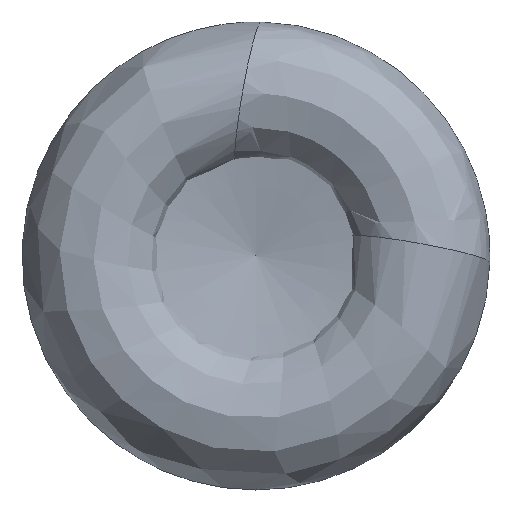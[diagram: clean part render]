
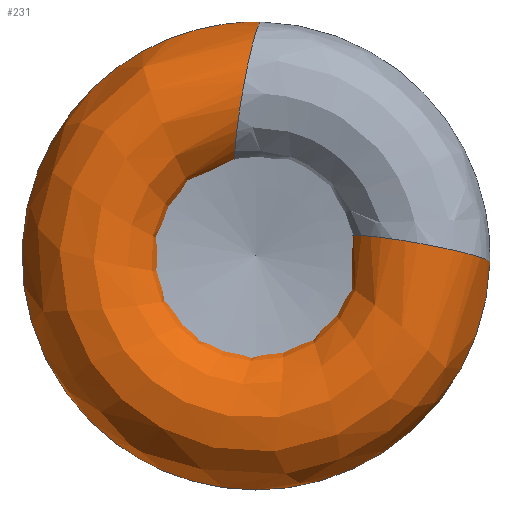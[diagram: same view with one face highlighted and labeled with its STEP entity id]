
A CAD part, left-side view. The second image highlights one B-rep face of the part: STEP entity #231.
In plain terms, the highlighted free-form (B-spline) face has degree [3, 3] with [7, 7] control points.
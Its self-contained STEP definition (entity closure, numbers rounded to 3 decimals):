
#231=ADVANCED_FACE('',(#256,#257),#254,.F.);
#254=(
BOUNDED_SURFACE()
B_SPLINE_SURFACE(3,3,((#584,#585,#586,#587,#588,#589,#590),(#591,#592,#593,
#594,#595,#596,#597),(#598,#599,#600,#601,#602,#603,#604),(#605,#606,#607,
#608,#609,#610,#611),(#612,#613,#614,#615,#616,#617,#618),(#619,#620,#621,
#622,#623,#624,#625),(#626,#627,#628,#629,#630,#631,#632)),
 .UNSPECIFIED.,.T.,.F.,.F.)
B_SPLINE_SURFACE_WITH_KNOTS((1,3,3,3,1),(4,3,4),(-0.5,0.,0.5,1.,1.5),(0.,
0.5,1.),.UNSPECIFIED.)
GEOMETRIC_REPRESENTATION_ITEM()
RATIONAL_B_SPLINE_SURFACE(((1.,0.589,0.589,1.,0.589,
0.589,1.),(0.333,0.196,0.196,
0.333,0.196,0.196,0.333),
(0.333,0.196,0.196,0.333,
0.196,0.196,0.333),(1.,0.589,
0.589,1.,0.589,0.589,1.),(0.333,
0.196,0.196,0.333,0.196,
0.196,0.333),(0.333,0.196,
0.196,0.333,0.196,0.196,
0.333),(1.,0.589,0.589,1.,0.589,
0.589,1.)))
REPRESENTATION_ITEM('')
SURFACE()
);
#256=FACE_BOUND('',#300,.T.);
#257=FACE_BOUND('',#301,.T.);
#300=EDGE_LOOP('',(#344));
#301=EDGE_LOOP('',(#345));
#344=ORIENTED_EDGE('',*,*,#411,.T.);
#345=ORIENTED_EDGE('',*,*,#412,.F.);
#388=VERTEX_POINT('',#581);
#389=VERTEX_POINT('',#583);
#411=EDGE_CURVE('',#388,#388,#433,.T.);
#412=EDGE_CURVE('',#389,#389,#434,.T.);
#433=CIRCLE('',#456,10.);
#434=CIRCLE('',#457,10.);
#456=AXIS2_PLACEMENT_3D('',#580,#497,#498);
#457=AXIS2_PLACEMENT_3D('',#582,#499,#500);
#497=DIRECTION('',(0.087,0.982,0.168));
#498=DIRECTION('',(0.,-0.168,0.986));
#499=DIRECTION('',(0.087,-0.173,0.981));
#500=DIRECTION('',(0.,-0.985,-0.174));
#580=CARTESIAN_POINT('',(9.962,0.993,21.641));
#581=CARTESIAN_POINT('',(9.962,-0.692,31.498));
#582=CARTESIAN_POINT('',(9.962,-21.646,0.878));
#583=CARTESIAN_POINT('',(9.962,-31.494,-0.858));
#584=CARTESIAN_POINT('',(9.962,-31.494,-0.858));
#585=CARTESIAN_POINT('',(9.962,-30.597,-33.759));
#586=CARTESIAN_POINT('',(9.962,0.126,-45.561));
#587=CARTESIAN_POINT('',(9.962,22.819,-21.723));
#588=CARTESIAN_POINT('',(9.962,45.512,2.115));
#589=CARTESIAN_POINT('',(9.962,32.213,32.221));
#590=CARTESIAN_POINT('',(9.962,-0.692,31.498));
#591=CARTESIAN_POINT('',(29.886,-31.191,-2.575));
#592=CARTESIAN_POINT('',(29.886,-28.501,-35.159));
#593=CARTESIAN_POINT('',(29.886,2.619,-45.184));
#594=CARTESIAN_POINT('',(29.886,23.823,-20.298));
#595=CARTESIAN_POINT('',(29.886,45.027,4.589));
#596=CARTESIAN_POINT('',(29.886,30.188,33.722));
#597=CARTESIAN_POINT('',(29.886,-2.41,31.204));
#598=CARTESIAN_POINT('',(29.886,-11.495,0.898));
#599=CARTESIAN_POINT('',(29.886,-12.433,-11.11));
#600=CARTESIAN_POINT('',(29.886,-1.705,-16.587));
#601=CARTESIAN_POINT('',(29.886,7.47,-8.783));
#602=CARTESIAN_POINT('',(29.886,16.645,-0.979));
#603=CARTESIAN_POINT('',(29.886,12.962,10.489));
#604=CARTESIAN_POINT('',(29.886,0.959,11.49));
#605=CARTESIAN_POINT('',(9.962,-11.798,2.615));
#606=CARTESIAN_POINT('',(9.962,-14.529,-9.71));
#607=CARTESIAN_POINT('',(9.962,-4.198,-16.964));
#608=CARTESIAN_POINT('',(9.962,6.467,-10.208));
#609=CARTESIAN_POINT('',(9.962,17.131,-3.453));
#610=CARTESIAN_POINT('',(9.962,14.987,8.987));
#611=CARTESIAN_POINT('',(9.962,2.677,11.784));
#612=CARTESIAN_POINT('',(-9.962,-12.101,4.331));
#613=CARTESIAN_POINT('',(-9.962,-16.625,-8.31));
#614=CARTESIAN_POINT('',(-9.962,-6.69,-17.34));
#615=CARTESIAN_POINT('',(-9.962,5.463,-11.634));
#616=CARTESIAN_POINT('',(-9.962,17.616,-5.927));
#617=CARTESIAN_POINT('',(-9.962,17.012,7.486));
#618=CARTESIAN_POINT('',(-9.962,4.395,12.077));
#619=CARTESIAN_POINT('',(-9.962,-31.797,0.858));
#620=CARTESIAN_POINT('',(-9.962,-32.693,-32.358));
#621=CARTESIAN_POINT('',(-9.962,-2.366,-45.938));
#622=CARTESIAN_POINT('',(-9.962,21.816,-23.148));
#623=CARTESIAN_POINT('',(-9.962,45.998,-0.359));
#624=CARTESIAN_POINT('',(-9.962,34.238,30.719));
#625=CARTESIAN_POINT('',(-9.962,1.026,31.792));
#626=CARTESIAN_POINT('',(9.962,-31.494,-0.858));
#627=CARTESIAN_POINT('',(9.962,-30.597,-33.759));
#628=CARTESIAN_POINT('',(9.962,0.126,-45.561));
#629=CARTESIAN_POINT('',(9.962,22.819,-21.723));
#630=CARTESIAN_POINT('',(9.962,45.512,2.115));
#631=CARTESIAN_POINT('',(9.962,32.213,32.221));
#632=CARTESIAN_POINT('',(9.962,-0.692,31.498));
